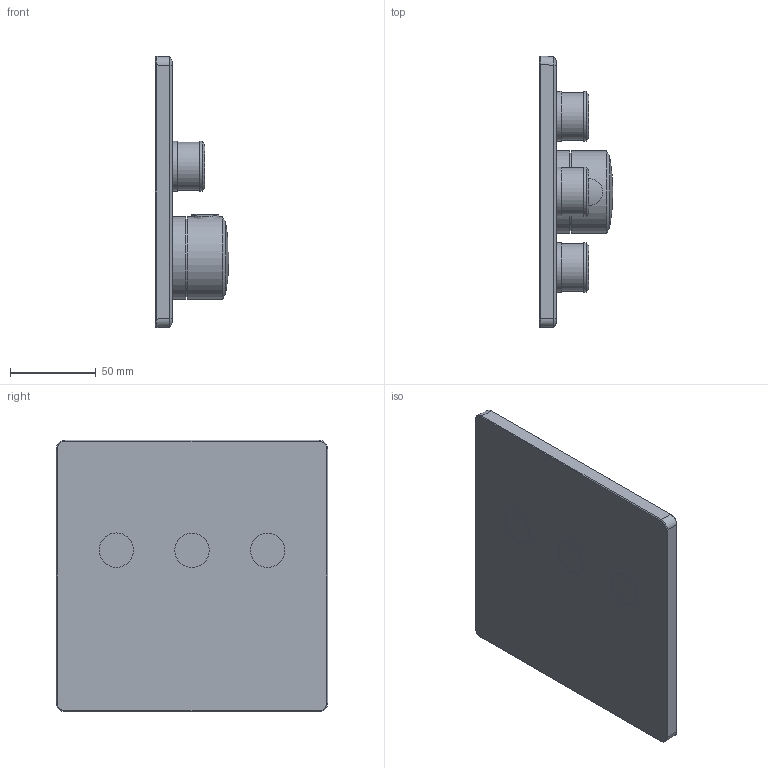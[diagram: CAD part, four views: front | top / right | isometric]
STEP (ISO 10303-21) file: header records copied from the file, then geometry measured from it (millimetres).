
FILE_DESCRIPTION(/* description */ ('Unknown'),/* implementation_level */ '2;1');
FILE_NAME(/* name */ '29126000',/* time_stamp */ '2022-08-26T11:34:04+02:00',/* author */ ('Unknown'),/* organization */ ('GROHE AG'),/* preprocessor_version */ 'ST-DEVELOPER v16.7',/* originating_system */ 'DEX',/* authorisation */ $);
FILE_SCHEMA (('AUTOMOTIVE_DESIGN {1 0 10303 214 3 1 1}'));
Length unit declared in the file: millimetre
Products named in the file (9): 29126000; 29126000_0; 29126000_1; 29126000_2; 29126000_3; 160617_SMC_TurningKnob_Housing_facetted_29mm_Lob; 160617_SMC_TurningKnob_Housing_facetted_29mm_Lob_0; 160617_SMC_TurningKnob_Housing_facetted_29mm_Lob_1
Assembly tree (8 placements, depth 2):
  29126000
    29126000
    29126000_0
    29126000_1
    29126000_2
    29126000_3
    160617_SMC_TurningKnob_Housing_facetted_29mm_Lob
    160617_SMC_TurningKnob_Housing_facetted_29mm_Lob_0
    160617_SMC_TurningKnob_Housing_facetted_29mm_Lob_1
Bounding box: 42.81 x 157.96 x 157.96 mm (x, y, z)
Volume: 363287.7 mm3; surface area: 89537.4 mm2
Topology: 8 solids, 9 shells, 98 faces, 181 edges, 103 vertices
Faces by surface type: cylinder 36, plane 35, bspline 16, cone 7, torus 3, sphere 1
Full cylindrical faces by diameter (mm): 15.6 x1, 20 x3, 27.755 x1, 27.927 x1, 27.98 x1, 29 x6, 42 x1, 42.1 x1, 42.8 x1, 45.2 x1, 48 x1, 48.18 x1
Entity records: 2512 total; most frequent: CARTESIAN_POINT 689, DIRECTION 340, ORIENTED_EDGE 256, AXIS2_PLACEMENT_3D 154, EDGE_LOOP 138, FACE_BOUND 138, EDGE_CURVE 128, ADVANCED_FACE 98
